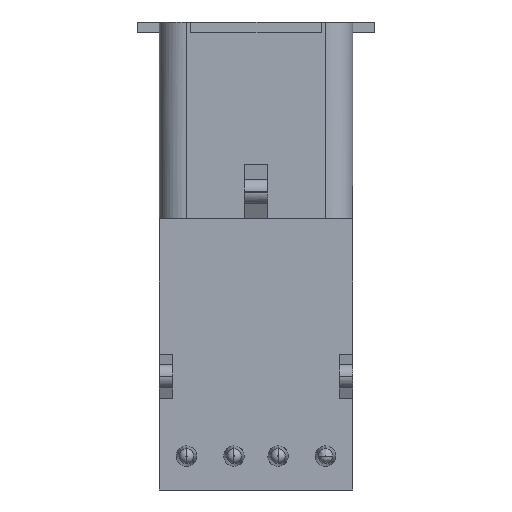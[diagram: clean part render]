
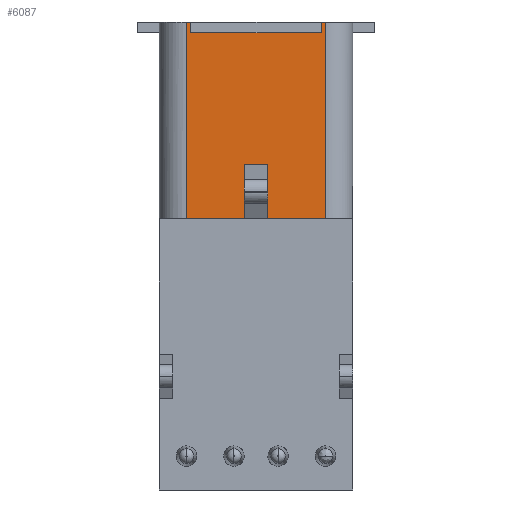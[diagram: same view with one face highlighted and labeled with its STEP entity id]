
A CAD part, left-side view. The second image highlights one B-rep face of the part: STEP entity #6087.
In plain terms, the highlighted planar face has unit normal (-1, 0, 0).
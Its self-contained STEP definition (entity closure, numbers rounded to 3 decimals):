
#120 = EDGE_CURVE ( 'NONE', #4101, #8605, #6415, .T. ) ;
#445 = DIRECTION ( 'NONE',  ( 0., 1., 0. ) ) ;
#476 = CARTESIAN_POINT ( 'NONE',  ( -6.55, 0.842, 7.05 ) ) ;
#533 = LINE ( 'NONE', #2536, #6668 ) ;
#589 = VERTEX_POINT ( 'NONE', #5432 ) ;
#613 = VECTOR ( 'NONE', #1965, 1000. ) ;
#662 = EDGE_CURVE ( 'NONE', #9718, #8291, #1770, .T. ) ;
#688 = LINE ( 'NONE', #9815, #2822 ) ;
#695 = CARTESIAN_POINT ( 'NONE',  ( -6.55, 2.5, 2.85 ) ) ;
#789 = DIRECTION ( 'NONE',  ( 0., 0., -1. ) ) ;
#925 = LINE ( 'NONE', #8129, #8904 ) ;
#1020 = CARTESIAN_POINT ( 'NONE',  ( -6.55, 4.9, -7.05 ) ) ;
#1060 = EDGE_CURVE ( 'NONE', #8291, #6017, #9650, .T. ) ;
#1556 = EDGE_CURVE ( 'NONE', #10155, #4101, #10111, .T. ) ;
#1699 = FACE_OUTER_BOUND ( 'NONE', #5105, .T. ) ;
#1711 = CARTESIAN_POINT ( 'NONE',  ( -6.55, 3.2, 1.25 ) ) ;
#1763 = ORIENTED_EDGE ( 'NONE', *, *, #5829, .F. ) ;
#1770 = LINE ( 'NONE', #10113, #4648 ) ;
#1965 = DIRECTION ( 'NONE',  ( 0., 0., 1. ) ) ;
#1972 = ORIENTED_EDGE ( 'NONE', *, *, #662, .F. ) ;
#1973 = DIRECTION ( 'NONE',  ( 0., -1., 0. ) ) ;
#2179 = VECTOR ( 'NONE', #4563, 1000. ) ;
#2216 = VECTOR ( 'NONE', #445, 1000. ) ;
#2452 = CARTESIAN_POINT ( 'NONE',  ( -6.55, 4.775, 7.05 ) ) ;
#2470 = LINE ( 'NONE', #6827, #2216 ) ;
#2536 = CARTESIAN_POINT ( 'NONE',  ( -6.55, 2.5, 1.25 ) ) ;
#2596 = CARTESIAN_POINT ( 'NONE',  ( -6.55, 3.2, 2.85 ) ) ;
#2728 = ORIENTED_EDGE ( 'NONE', *, *, #120, .F. ) ;
#2822 = VECTOR ( 'NONE', #4259, 1000. ) ;
#2863 = CARTESIAN_POINT ( 'NONE',  ( -6.55, 0.883, 7.05 ) ) ;
#3301 = EDGE_CURVE ( 'NONE', #5339, #6470, #8502, .T. ) ;
#3666 = CARTESIAN_POINT ( 'NONE',  ( -6.55, 0.925, 7.05 ) ) ;
#3764 = VECTOR ( 'NONE', #6961, 1000. ) ;
#4101 = VERTEX_POINT ( 'NONE', #1711 ) ;
#4150 = B_SPLINE_CURVE_WITH_KNOTS ( 'NONE', 3,
 ( #3666, #2863, #476, #6071 ),
 .UNSPECIFIED., .F., .F.,
 ( 4, 4 ),
 ( 0., 1. ),
 .UNSPECIFIED. ) ;
#4183 = EDGE_CURVE ( 'NONE', #589, #4425, #925, .T. ) ;
#4212 = CARTESIAN_POINT ( 'NONE',  ( -6.55, 4.9, 7.05 ) ) ;
#4259 = DIRECTION ( 'NONE',  ( 0., 1., 0. ) ) ;
#4288 = VECTOR ( 'NONE', #4523, 1000. ) ;
#4314 = ORIENTED_EDGE ( 'NONE', *, *, #5282, .F. ) ;
#4315 = LINE ( 'NONE', #6928, #2179 ) ;
#4425 = VERTEX_POINT ( 'NONE', #6766 ) ;
#4523 = DIRECTION ( 'NONE',  ( 0., 1., 0. ) ) ;
#4563 = DIRECTION ( 'NONE',  ( 0., -1., 0. ) ) ;
#4648 = VECTOR ( 'NONE', #1973, 1000. ) ;
#4957 = ORIENTED_EDGE ( 'NONE', *, *, #5818, .F. ) ;
#5105 = EDGE_LOOP ( 'NONE', ( #2728, #6436, #7093, #5253, #4957, #5140, #1763, #5580, #10257, #7593, #1972, #4314 ) ) ;
#5140 = ORIENTED_EDGE ( 'NONE', *, *, #3301, .F. ) ;
#5253 = ORIENTED_EDGE ( 'NONE', *, *, #9608, .F. ) ;
#5282 = EDGE_CURVE ( 'NONE', #8605, #9718, #9104, .T. ) ;
#5339 = VERTEX_POINT ( 'NONE', #9248 ) ;
#5432 = CARTESIAN_POINT ( 'NONE',  ( -6.55, 0.925, 6.73 ) ) ;
#5574 = DIRECTION ( 'NONE',  ( 1., 0., 0. ) ) ;
#5580 = ORIENTED_EDGE ( 'NONE', *, *, #4183, .F. ) ;
#5818 = EDGE_CURVE ( 'NONE', #6470, #6237, #2470, .T. ) ;
#5823 = DIRECTION ( 'NONE',  ( 0., 0., -1. ) ) ;
#5829 = EDGE_CURVE ( 'NONE', #4425, #5339, #4150, .T. ) ;
#6017 = VERTEX_POINT ( 'NONE', #6996 ) ;
#6071 = CARTESIAN_POINT ( 'NONE',  ( -6.55, 0.8, 7.05 ) ) ;
#6087 = ADVANCED_FACE ( 'NONE', ( #1699 ), #6351, .F. ) ;
#6178 = CARTESIAN_POINT ( 'NONE',  ( -6.55, 3.2, -7.05 ) ) ;
#6237 = VERTEX_POINT ( 'NONE', #7310 ) ;
#6256 = EDGE_CURVE ( 'NONE', #8029, #10155, #688, .T. ) ;
#6351 = PLANE ( 'NONE',  #7375 ) ;
#6415 = LINE ( 'NONE', #8478, #4288 ) ;
#6436 = ORIENTED_EDGE ( 'NONE', *, *, #1556, .F. ) ;
#6470 = VERTEX_POINT ( 'NONE', #9167 ) ;
#6668 = VECTOR ( 'NONE', #9696, 1000. ) ;
#6687 = EDGE_CURVE ( 'NONE', #6017, #589, #4315, .T. ) ;
#6766 = CARTESIAN_POINT ( 'NONE',  ( -6.55, 0.925, 7.05 ) ) ;
#6827 = CARTESIAN_POINT ( 'NONE',  ( -6.55, 0., 1.25 ) ) ;
#6928 = CARTESIAN_POINT ( 'NONE',  ( -6.55, 5.7, 6.73 ) ) ;
#6961 = DIRECTION ( 'NONE',  ( 0., 0., -1. ) ) ;
#6996 = CARTESIAN_POINT ( 'NONE',  ( -6.55, 4.775, 6.73 ) ) ;
#7093 = ORIENTED_EDGE ( 'NONE', *, *, #6256, .F. ) ;
#7310 = CARTESIAN_POINT ( 'NONE',  ( -6.55, 2.5, 1.25 ) ) ;
#7375 = AXIS2_PLACEMENT_3D ( 'NONE', #10335, #5574, #789 ) ;
#7526 = VECTOR ( 'NONE', #8403, 1000. ) ;
#7593 = ORIENTED_EDGE ( 'NONE', *, *, #1060, .F. ) ;
#7807 = CARTESIAN_POINT ( 'NONE',  ( -6.55, 4.775, -7.05 ) ) ;
#8029 = VERTEX_POINT ( 'NONE', #695 ) ;
#8129 = CARTESIAN_POINT ( 'NONE',  ( -6.55, 0.925, -7.05 ) ) ;
#8291 = VERTEX_POINT ( 'NONE', #2452 ) ;
#8403 = DIRECTION ( 'NONE',  ( 0., 0., -1. ) ) ;
#8478 = CARTESIAN_POINT ( 'NONE',  ( -6.55, 0., 1.25 ) ) ;
#8502 = LINE ( 'NONE', #8982, #10128 ) ;
#8605 = VERTEX_POINT ( 'NONE', #8670 ) ;
#8670 = CARTESIAN_POINT ( 'NONE',  ( -6.55, 4.9, 1.25 ) ) ;
#8904 = VECTOR ( 'NONE', #9730, 1000. ) ;
#8982 = CARTESIAN_POINT ( 'NONE',  ( -6.55, 0.8, -7.05 ) ) ;
#9104 = LINE ( 'NONE', #1020, #613 ) ;
#9167 = CARTESIAN_POINT ( 'NONE',  ( -6.55, 0.8, 1.25 ) ) ;
#9248 = CARTESIAN_POINT ( 'NONE',  ( -6.55, 0.8, 7.05 ) ) ;
#9608 = EDGE_CURVE ( 'NONE', #6237, #8029, #533, .T. ) ;
#9650 = LINE ( 'NONE', #7807, #7526 ) ;
#9696 = DIRECTION ( 'NONE',  ( 0., 0., 1. ) ) ;
#9718 = VERTEX_POINT ( 'NONE', #4212 ) ;
#9730 = DIRECTION ( 'NONE',  ( 0., 0., 1. ) ) ;
#9815 = CARTESIAN_POINT ( 'NONE',  ( -6.55, 5.7, 2.85 ) ) ;
#10111 = LINE ( 'NONE', #6178, #3764 ) ;
#10113 = CARTESIAN_POINT ( 'NONE',  ( -6.55, 0.768, 7.05 ) ) ;
#10128 = VECTOR ( 'NONE', #5823, 1000. ) ;
#10155 = VERTEX_POINT ( 'NONE', #2596 ) ;
#10257 = ORIENTED_EDGE ( 'NONE', *, *, #6687, .F. ) ;
#10335 = CARTESIAN_POINT ( 'NONE',  ( -6.55, 5.7, -7.05 ) ) ;
